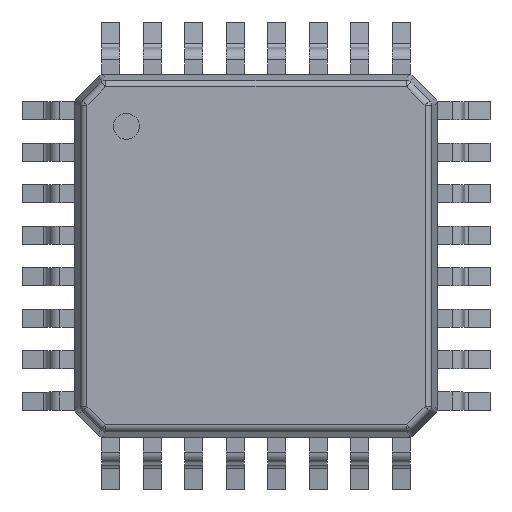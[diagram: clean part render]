
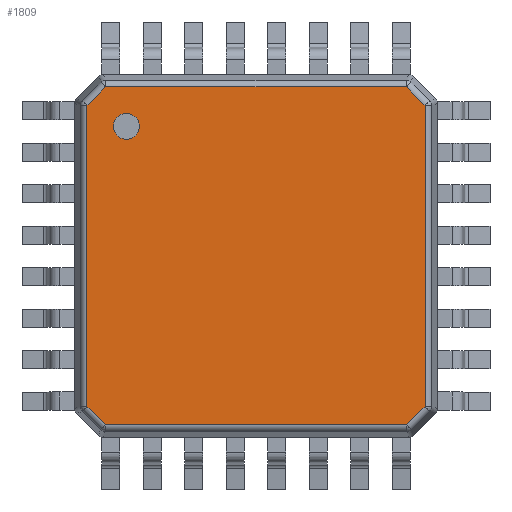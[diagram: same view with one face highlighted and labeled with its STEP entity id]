
A CAD part, top view. The second image highlights one B-rep face of the part: STEP entity #1809.
In plain terms, the highlighted face is planar.
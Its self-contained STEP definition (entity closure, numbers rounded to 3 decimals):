
#29=CARTESIAN_POINT('',(-2.5,0.637,-2.5));
#30=DIRECTION('',(0.,1.,0.));
#31=DIRECTION('',(1.,0.,0.));
#32=AXIS2_PLACEMENT_3D('',#29,#30,#31);
#38=CARTESIAN_POINT('',(-2.5,0.637,-2.5));
#39=DIRECTION('',(0.,1.,0.));
#40=DIRECTION('',(-1.,0.,0.));
#41=AXIS2_PLACEMENT_3D('',#38,#39,#40);
#46=DIRECTION('',(0.,0.,1.));
#47=VECTOR('',#46,5.81);
#48=CARTESIAN_POINT('',(-3.262,0.637,-2.901));
#49=LINE('',#48,#47);
#203=DIRECTION('',(-0.707,0.,-0.707));
#204=VECTOR('',#203,0.5);
#205=CARTESIAN_POINT('',(-2.908,0.637,3.262));
#206=LINE('',#205,#204);
#234=DIRECTION('',(1.,0.,0.));
#235=VECTOR('',#234,5.817);
#236=CARTESIAN_POINT('',(-2.908,0.637,3.262));
#237=LINE('',#236,#235);
#279=DIRECTION('',(-0.707,0.,0.707));
#280=VECTOR('',#279,0.5);
#281=CARTESIAN_POINT('',(3.262,0.637,2.908));
#282=LINE('',#281,#280);
#472=DIRECTION('',(0.,0.,-1.));
#473=VECTOR('',#472,5.81);
#474=CARTESIAN_POINT('',(3.262,0.637,2.908));
#475=LINE('',#474,#473);
#517=DIRECTION('',(0.707,0.,0.707));
#518=VECTOR('',#517,0.51);
#519=CARTESIAN_POINT('',(2.901,0.637,-3.262));
#520=LINE('',#519,#518);
#710=DIRECTION('',(-1.,0.,0.));
#711=VECTOR('',#710,5.803);
#712=CARTESIAN_POINT('',(2.901,0.637,-3.262));
#713=LINE('',#712,#711);
#755=DIRECTION('',(0.707,0.,-0.707));
#756=VECTOR('',#755,0.51);
#757=CARTESIAN_POINT('',(-3.262,0.637,-2.901));
#758=LINE('',#757,#756);
#1580=CARTESIAN_POINT('',(-3.262,0.637,-2.901));
#1581=CARTESIAN_POINT('',(-3.262,0.637,2.908));
#1582=VERTEX_POINT('',#1580);
#1583=VERTEX_POINT('',#1581);
#1592=CARTESIAN_POINT('',(-2.901,0.637,-3.262));
#1593=VERTEX_POINT('',#1592);
#1594=CARTESIAN_POINT('',(2.901,0.637,-3.262));
#1595=VERTEX_POINT('',#1594);
#1604=CARTESIAN_POINT('',(3.262,0.637,-2.901));
#1605=VERTEX_POINT('',#1604);
#1606=CARTESIAN_POINT('',(3.262,0.637,2.908));
#1607=VERTEX_POINT('',#1606);
#1616=CARTESIAN_POINT('',(2.908,0.637,3.262));
#1617=VERTEX_POINT('',#1616);
#1618=CARTESIAN_POINT('',(-2.908,0.637,3.262));
#1619=VERTEX_POINT('',#1618);
#1776=CARTESIAN_POINT('',(-2.25,0.637,-2.5));
#1777=CARTESIAN_POINT('',(-2.75,0.637,-2.5));
#1778=VERTEX_POINT('',#1776);
#1779=VERTEX_POINT('',#1777);
#1780=CARTESIAN_POINT('',(0.,0.637,0.));
#1781=DIRECTION('',(0.,1.,0.));
#1782=DIRECTION('',(1.,0.,0.));
#1783=AXIS2_PLACEMENT_3D('',#1780,#1781,#1782);
#1784=PLANE('',#1783);
#1786=ORIENTED_EDGE('',*,*,#1785,.F.);
#1788=ORIENTED_EDGE('',*,*,#1787,.T.);
#1790=ORIENTED_EDGE('',*,*,#1789,.F.);
#1792=ORIENTED_EDGE('',*,*,#1791,.T.);
#1794=ORIENTED_EDGE('',*,*,#1793,.F.);
#1796=ORIENTED_EDGE('',*,*,#1795,.T.);
#1798=ORIENTED_EDGE('',*,*,#1797,.F.);
#1800=ORIENTED_EDGE('',*,*,#1799,.T.);
#1801=EDGE_LOOP('',(#1786,#1788,#1790,#1792,#1794,#1796,#1798,#1800));
#1802=FACE_OUTER_BOUND('',#1801,.F.);
#1804=ORIENTED_EDGE('',*,*,#1803,.T.);
#1806=ORIENTED_EDGE('',*,*,#1805,.T.);
#1807=EDGE_LOOP('',(#1804,#1806));
#1808=FACE_BOUND('',#1807,.F.);
#33=CIRCLE('',#32,0.25);
#42=CIRCLE('',#41,0.25);
#1785=EDGE_CURVE('',#1582,#1583,#49,.T.);
#1787=EDGE_CURVE('',#1582,#1593,#758,.T.);
#1789=EDGE_CURVE('',#1595,#1593,#713,.T.);
#1791=EDGE_CURVE('',#1595,#1605,#520,.T.);
#1793=EDGE_CURVE('',#1607,#1605,#475,.T.);
#1795=EDGE_CURVE('',#1607,#1617,#282,.T.);
#1797=EDGE_CURVE('',#1619,#1617,#237,.T.);
#1799=EDGE_CURVE('',#1619,#1583,#206,.T.);
#1803=EDGE_CURVE('',#1778,#1779,#33,.T.);
#1805=EDGE_CURVE('',#1779,#1778,#42,.T.);
#1809=ADVANCED_FACE('',(#1802,#1808),#1784,.T.);
